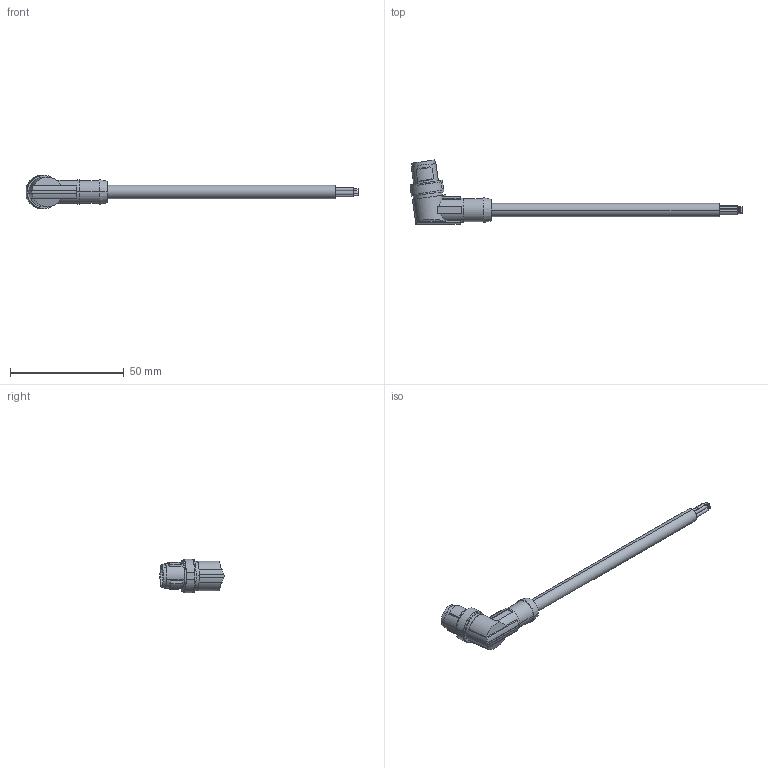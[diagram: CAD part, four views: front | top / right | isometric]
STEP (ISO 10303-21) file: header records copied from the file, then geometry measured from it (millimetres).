
FILE_DESCRIPTION(('SolidDesigner STEP Export'),'2;1');
FILE_NAME('1406166_SAC_5P_MR_2.0_542_SCO_BK-select.stp','2013-09-18T12:38:47',(''),(''),'Creo Elements/Direct Modeling STEP processor for AP214 (Solid Model)','Creo Elements/Direct Modeling 18.1B 29-Sep-2012 (C) Parametric Technology GmbH','');
FILE_SCHEMA(('AUTOMOTIVE_DESIGN { 1 0 10303 214 1 1 1 1 }'));
Length unit declared in the file: millimetre
Products named in the file (1): 1406166_SAC_5P_MR_2.0_542_SCO_BK-select
Bounding box: 145.64 x 28.11 x 14.79 mm (x, y, z)
Volume: 7540.3 mm3; surface area: 4629.4 mm2
Topology: 1 solids, 1 shells, 175 faces, 434 edges, 287 vertices
Faces by surface type: cylinder 74, plane 73, cone 22, bspline 6
Entity records: 9891 total; most frequent: CARTESIAN_POINT 4459, ORIENTED_EDGE 868, DIRECTION 733, EDGE_CURVE 434, VERTEX_POINT 287, AXIS2_PLACEMENT_3D 268, EDGE_LOOP 201, VECTOR 197
